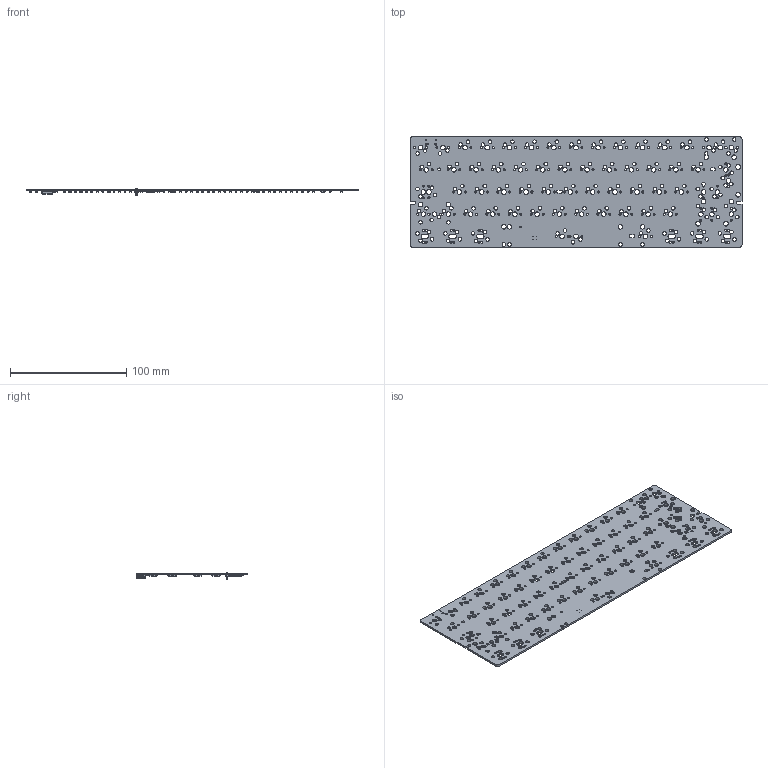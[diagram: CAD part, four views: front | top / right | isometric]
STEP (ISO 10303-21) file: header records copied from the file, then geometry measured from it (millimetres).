
FILE_DESCRIPTION(('KiCad electronic assembly'),'2;1');
FILE_NAME('PH60_Rev2.step','2024-12-05T21:17:03',('Pcbnew'),('Kicad'), 'Open CASCADE STEP processor 7.8','KiCad to STEP converter','Unknown' );
FILE_SCHEMA(('AUTOMOTIVE_DESIGN { 1 0 10303 214 1 1 1 1 }'));
Length unit declared in the file: millimetre
Products named in the file (18): PH60_Rev2 1; D_SOD-123; D_SOD_123; R_0402_1005Metric; C_0402_1005Metric; Crystal_SMD_3225-4Pin_3.2x2.5mm; QFN-56-1EP_7x7mm_P0.4mm_EP3.2x3.2mm; QFN_56_1EP_7x7mm_P04mm_EP32x32mm; PinHeader_1x02_P1.27mm_Vertical; PinHeader_1x02_P127mm_Vertical; SOT-23-3; USB_C_Receptacle_GCT_USB4105-xx-A_16P_TopMnt_Horizontal; USB_C_Receptacle_16P_TopMnt_Horizontal_GCT_USB4105-xx-A; _autosave-PH60_Rev2_PCB
Assembly tree (100 placements, depth 3):
  PH60_Rev2 1
    D_SOD-123  x64
      D_SOD_123
    R_0402_1005Metric  x6
      R_0402_1005Metric
    C_0402_1005Metric  x16
      C_0402_1005Metric
    Crystal_SMD_3225-4Pin_3.2x2.5mm
      Crystal_SMD_3225-4Pin_3.2x2.5mm
    QFN-56-1EP_7x7mm_P0.4mm_EP3.2x3.2mm
      QFN_56_1EP_7x7mm_P04mm_EP32x32mm
    PinHeader_1x02_P1.27mm_Vertical
      PinHeader_1x02_P127mm_Vertical
    SOT-23-3
      SOT-23-3
    USB_C_Receptacle_GCT_USB4105-xx-A_16P_TopMnt_Horizontal
      USB_C_Receptacle_16P_TopMnt_Horizontal_GCT_USB4105-xx-A
    _autosave-PH60_Rev2_PCB
Bounding box: 285 x 94.6 x 6.3 mm (x, y, z)
Volume: 39182.7 mm3; surface area: 57455.2 mm2
Topology: 127 solids, 127 shells, 6533 faces, 16031 edges, 9847 vertices
Faces by surface type: plane 3458, bspline 1680, cylinder 1387, cone 8
Full cylindrical faces by diameter (mm): 0.2 x4, 0.4 x1, 0.5 x2, 0.65 x4, 1.75 x143, 2.5 x1, 3.048 x11, 3.05 x153, 3.988 x13, 4 x63
Entity records: 64692 total; most frequent: CARTESIAN_POINT 10043, DIRECTION 9690, ORIENTED_EDGE 9566, EDGE_CURVE 4783, LINE 3382, VECTOR 3382, AXIS2_PLACEMENT_3D 3154, VERTEX_POINT 3111
